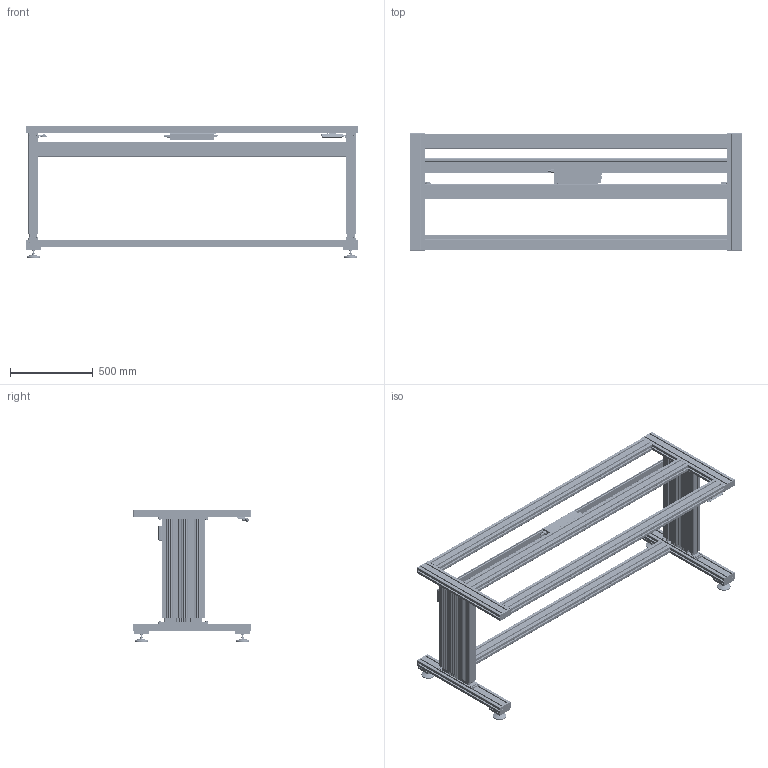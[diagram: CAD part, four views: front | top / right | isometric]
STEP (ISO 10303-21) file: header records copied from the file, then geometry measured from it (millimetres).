
FILE_DESCRIPTION(/* description */ ('Tisch 2000 elektrisch höhenverstellbar, Hub 400'),/* implementation_level */ '2;1');
FILE_NAME(/* name */ '320173-4S.step',/* time_stamp */ '2021-09-06T11:45:14+02:00',/* author */ ('Tobi'),/* organization */ (''),/* preprocessor_version */ 'ST-DEVELOPER v18.1',/* originating_system */ 'Autodesk Inventor 2021',/* authorisation */ '');
FILE_SCHEMA (('AUTOMOTIVE_DESIGN { 1 0 10303 214 3 1 1 }'));
Products named in the file (42): 32-0173-4FZ.000; 140055-000-00.001-00; leer; leer_1; 22-1014-1FZ.000; 22-1007-1FZ.001; leer_2; leer_3; leer_4; leer_5; leer_6; leer_7; leer_8; leer_9; leer_10; leer_11; leer_12; leer_13; 21-1351-2FZ.005; leer_14; leer_15; 21-1351-0FZ.004; leer_16; leer_17; leer_18; leer_19; leer_20; 22-1068-7FZ.003; 21-1666-0FZ.001; leer_21; 21-1041-1FZ.001; leer_22; leer_23; leer_24; leer_25; 21-2902-0FZ.000; leer_26; leer_27; 21-1351-0FZ.004_1; 140012-010-00.001-00 ...
Assembly tree (151 placements, depth 4):
  32-0173-4FZ.000
    140055-000-00.001-00
    leer  x2
    leer_1  x4
    22-1014-1FZ.000  x2
    22-1007-1FZ.001  x4
    leer_2
      leer_3
        leer_7  x2
        leer_5
        leer_6
        leer_11  x4
        leer_8
        leer_9  x2
        leer_10  x4
      leer_4
        leer_7  x2
        leer_5
        leer_6
        leer_11  x4
        leer_8
        leer_9  x2
        leer_10  x4
      leer_12
      leer_13
      leer_22  x16
      21-1351-2FZ.005  x16
      leer_14  x2
      leer_15  x6
      21-1351-0FZ.004  x2
      leer_16  x2
      leer_17  x2
      leer_18  x16
    leer_19  x2
      leer_20
        22-1068-7FZ.003
        21-1666-0FZ.001  x2
      leer_21
        21-1041-1FZ.001
        leer_22  x4
      leer_23
        leer_25
        21-2902-0FZ.000
        leer_26
        leer_27
      leer_24
        leer_25
        21-2902-0FZ.000
        leer_26
        leer_27
      21-1351-0FZ.004_1
      140012-010-00.001-00
    leer_28  x4
    leer_29  x4
Bounding box: 2000 x 706 x 795 mm (x, y, z)
Volume: 23481564.3 mm3; surface area: 14359559.6 mm2
Topology: 177 solids, 177 shells, 10206 faces, 27750 edges, 18089 vertices
Faces by surface type: plane 5699, cylinder 3673, torus 315, cone 203, bspline 181, sphere 135
Full cylindrical faces by diameter (mm): 1.5 x12, 2 x3, 2.7 x12, 2.92 x2, 3.242 x4, 3.4 x2, 4 x4, 4.134 x2, 4.2 x8, 5 x18, 5.5 x24, 5.8 x1, 6 x19, 6.6 x16, 7 x7, 7.5 x20, 8 x90, 8.376 x8, 8.4 x16, 8.5 x18, 8.7 x16, 9 x20, 10 x5, 11 x9, 11.7 x8, 12 x24, 12.5 x16, 13 x44, 14 x16, 15 x24
Entity records: 197328 total; most frequent: CARTESIAN_POINT 71408, DIRECTION 25897, ORIENTED_EDGE 25280, EDGE_CURVE 12640, AXIS2_PLACEMENT_3D 8962, VERTEX_POINT 8154, LINE 7973, VECTOR 7973
